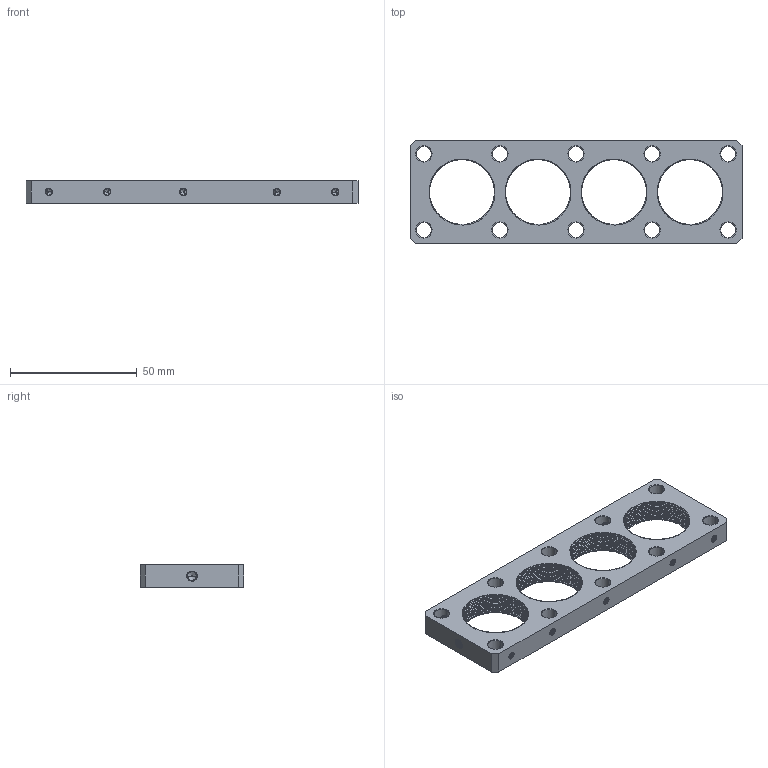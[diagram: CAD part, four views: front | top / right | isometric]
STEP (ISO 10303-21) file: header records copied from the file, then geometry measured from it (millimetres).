
FILE_DESCRIPTION((''),'2;1');
FILE_NAME('CSJ-30T4','2022-09-03T',('daizh'),(''),'CREO PARAMETRIC BY PTC INC, 2018360','CREO PARAMETRIC BY PTC INC, 2018360','');
FILE_SCHEMA(('CONFIG_CONTROL_DESIGN'));
Products named in the file (1): CSJ-30T4
Bounding box: 131 x 41 x 8.8 mm (x, y, z)
Volume: 25646.7 mm3; surface area: 15666.2 mm2
Topology: 1 solids, 1 shells, 697 faces, 2002 edges, 1299 vertices
Faces by surface type: cylinder 343, bspline 237, cone 83, plane 34
Entity records: 63836 total; most frequent: CARTESIAN_POINT 48728, ORIENTED_EDGE 4004, EDGE_CURVE 2002, DIRECTION 1759, B_SPLINE_CURVE_WITH_KNOTS 1334, VERTEX_POINT 1299, EDGE_LOOP 737, FACE_OUTER_BOUND 697
